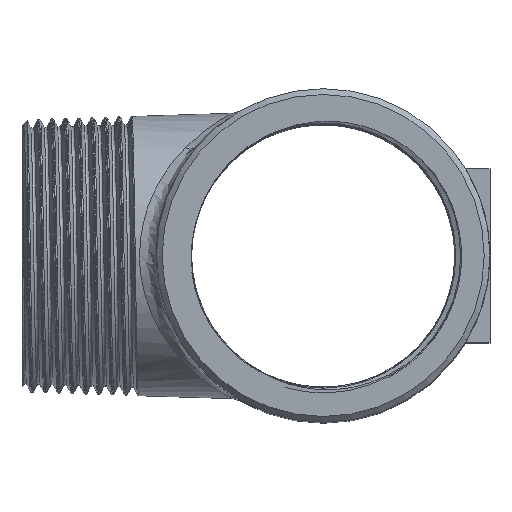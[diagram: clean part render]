
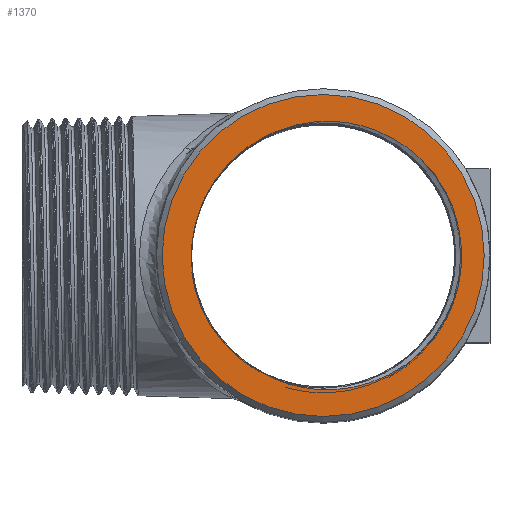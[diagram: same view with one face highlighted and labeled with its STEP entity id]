
A CAD part, top view. The second image highlights one B-rep face of the part: STEP entity #1370.
In plain terms, the highlighted planar face has unit normal (0, 0, 1).
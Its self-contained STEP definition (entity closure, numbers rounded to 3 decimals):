
#42=PLANE('',#1423);
#57=CIRCLE('',#1424,22.74);
#58=CIRCLE('',#1425,27.8);
#470=ORIENTED_EDGE('',*,*,#804,.T.);
#471=ORIENTED_EDGE('',*,*,#859,.T.);
#472=ORIENTED_EDGE('',*,*,#886,.F.);
#473=ORIENTED_EDGE('',*,*,#837,.T.);
#474=ORIENTED_EDGE('',*,*,#811,.T.);
#475=ORIENTED_EDGE('',*,*,#808,.T.);
#476=ORIENTED_EDGE('',*,*,#887,.T.);
#804=EDGE_CURVE('',#1021,#1022,#1174,.T.);
#808=EDGE_CURVE('',#1025,#1021,#1175,.T.);
#811=EDGE_CURVE('',#1027,#1025,#1176,.T.);
#837=EDGE_CURVE('',#1029,#1027,#1179,.T.);
#859=EDGE_CURVE('',#1022,#1073,#1181,.T.);
#886=EDGE_CURVE('',#1029,#1073,#57,.T.);
#887=EDGE_CURVE('',#1091,#1091,#58,.T.);
#1021=VERTEX_POINT('',#20139);
#1022=VERTEX_POINT('',#20140);
#1025=VERTEX_POINT('',#23007);
#1027=VERTEX_POINT('',#25287);
#1029=VERTEX_POINT('',#27570);
#1073=VERTEX_POINT('',#29934);
#1091=VERTEX_POINT('',#30420);
#1174=B_SPLINE_CURVE_WITH_KNOTS('',3,(#20131,#20132,#20133,#20134,#20135,
#20136,#20137,#20138),.UNSPECIFIED.,.F.,.F.,(4,1,1,1,1,4),(0.,0.125,0.25,
0.5,0.75,1.),.UNSPECIFIED.);
#1175=B_SPLINE_CURVE_WITH_KNOTS('',3,(#22994,#22995,#22996,#22997,#22998,
#22999,#23000,#23001,#23002,#23003,#23004,#23005,#23006),.UNSPECIFIED.,
 .F.,.F.,(4,1,1,1,1,1,1,1,1,1,4),(0.,0.063,0.125,0.25,0.375,0.5,0.625,
0.75,0.875,0.938,1.),.UNSPECIFIED.);
#1176=B_SPLINE_CURVE_WITH_KNOTS('',3,(#25278,#25279,#25280,#25281,#25282,
#25283,#25284,#25285,#25286),.UNSPECIFIED.,.F.,.F.,(4,1,1,1,1,1,4),(0.,
0.125,0.25,0.5,0.625,0.75,1.),.UNSPECIFIED.);
#1179=B_SPLINE_CURVE_WITH_KNOTS('',3,(#27891,#27892,#27893,#27894,#27895,
#27896),.UNSPECIFIED.,.F.,.F.,(4,1,1,4),(0.,0.5,0.75,1.),.UNSPECIFIED.);
#1181=B_SPLINE_CURVE_WITH_KNOTS('',3,(#29935,#29936,#29937,#29938,#29939,
#29940,#29941),.UNSPECIFIED.,.F.,.F.,(4,1,1,1,4),(0.,0.25,0.5,0.75,1.),
 .UNSPECIFIED.);
#1235=EDGE_LOOP('',(#470,#471,#472,#473,#474,#475));
#1236=EDGE_LOOP('',(#476));
#1292=FACE_BOUND('',#1235,.T.);
#1293=FACE_BOUND('',#1236,.T.);
#1370=ADVANCED_FACE('',(#1292,#1293),#42,.T.);
#1423=AXIS2_PLACEMENT_3D('',#30417,#1522,#1523);
#1424=AXIS2_PLACEMENT_3D('',#30418,#1524,#1525);
#1425=AXIS2_PLACEMENT_3D('',#30419,#1526,#1527);
#1522=DIRECTION('',(0.,0.,1.));
#1523=DIRECTION('',(1.,0.,0.));
#1524=DIRECTION('',(0.,0.,1.));
#1525=DIRECTION('',(1.,0.,0.));
#1526=DIRECTION('',(0.,0.,1.));
#1527=DIRECTION('',(1.,0.,0.));
#20131=CARTESIAN_POINT('',(17.079,-16.474,50.));
#20132=CARTESIAN_POINT('',(16.265,-17.269,50.));
#20133=CARTESIAN_POINT('',(14.516,-18.743,50.));
#20134=CARTESIAN_POINT('',(10.71,-21.117,50.));
#20135=CARTESIAN_POINT('',(5.3,-23.059,50.));
#20136=CARTESIAN_POINT('',(-1.583,-23.395,50.));
#20137=CARTESIAN_POINT('',(-6.035,-22.282,50.));
#20138=CARTESIAN_POINT('',(-8.123,-21.417,50.));
#20139=CARTESIAN_POINT('',(17.079,-16.474,50.));
#20140=CARTESIAN_POINT('',(-8.123,-21.417,50.));
#22994=CARTESIAN_POINT('',(17.079,16.474,50.));
#22995=CARTESIAN_POINT('',(17.62,15.945,50.));
#22996=CARTESIAN_POINT('',(18.671,14.797,50.));
#22997=CARTESIAN_POINT('',(20.494,12.329,50.));
#22998=CARTESIAN_POINT('',(22.275,8.98,50.));
#22999=CARTESIAN_POINT('',(23.608,4.551,50.));
#23000=CARTESIAN_POINT('',(24.047,0.,50.));
#23001=CARTESIAN_POINT('',(23.603,-4.574,50.));
#23002=CARTESIAN_POINT('',(22.273,-8.984,50.));
#23003=CARTESIAN_POINT('',(20.483,-12.346,50.));
#23004=CARTESIAN_POINT('',(18.674,-14.793,50.));
#23005=CARTESIAN_POINT('',(17.621,-15.945,50.));
#23006=CARTESIAN_POINT('',(17.079,-16.474,50.));
#23007=CARTESIAN_POINT('',(17.079,16.474,50.));
#25278=CARTESIAN_POINT('',(-8.123,21.417,50.));
#25279=CARTESIAN_POINT('',(-7.074,21.851,50.));
#25280=CARTESIAN_POINT('',(-4.892,22.567,50.));
#25281=CARTESIAN_POINT('',(-0.469,23.333,50.));
#25282=CARTESIAN_POINT('',(4.122,23.115,50.));
#25283=CARTESIAN_POINT('',(8.468,21.923,50.));
#25284=CARTESIAN_POINT('',(12.66,20.095,50.));
#25285=CARTESIAN_POINT('',(15.446,18.069,50.));
#25286=CARTESIAN_POINT('',(17.079,16.474,50.));
#25287=CARTESIAN_POINT('',(-8.123,21.417,50.));
#27570=CARTESIAN_POINT('',(-18.821,12.763,50.));
#27891=CARTESIAN_POINT('',(-18.821,12.763,50.));
#27892=CARTESIAN_POINT('',(-17.525,14.685,50.));
#27893=CARTESIAN_POINT('',(-15.171,17.255,50.));
#27894=CARTESIAN_POINT('',(-11.296,19.936,50.));
#27895=CARTESIAN_POINT('',(-9.227,20.96,50.));
#27896=CARTESIAN_POINT('',(-8.123,21.417,50.));
#29934=CARTESIAN_POINT('',(-18.821,-12.763,50.));
#29935=CARTESIAN_POINT('',(-8.123,-21.417,50.));
#29936=CARTESIAN_POINT('',(-9.226,-20.96,50.));
#29937=CARTESIAN_POINT('',(-11.293,-19.938,50.));
#29938=CARTESIAN_POINT('',(-14.204,-17.924,50.));
#29939=CARTESIAN_POINT('',(-16.721,-15.559,50.));
#29940=CARTESIAN_POINT('',(-18.171,-13.727,50.));
#29941=CARTESIAN_POINT('',(-18.821,-12.763,50.));
#30417=CARTESIAN_POINT('',(0.,0.,50.));
#30418=CARTESIAN_POINT('',(0.,0.,50.));
#30419=CARTESIAN_POINT('',(0.,0.,50.));
#30420=CARTESIAN_POINT('',(27.8,0.,50.));
